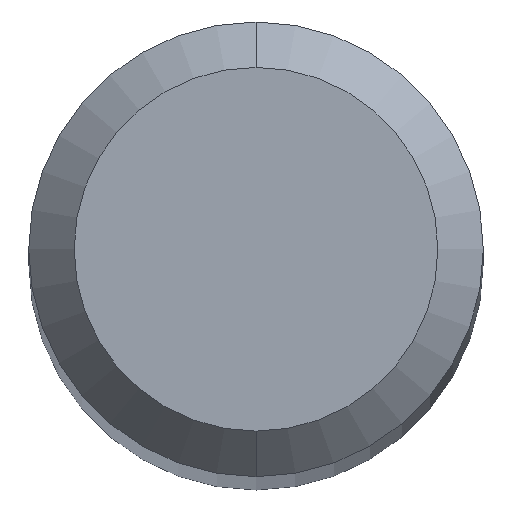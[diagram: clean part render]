
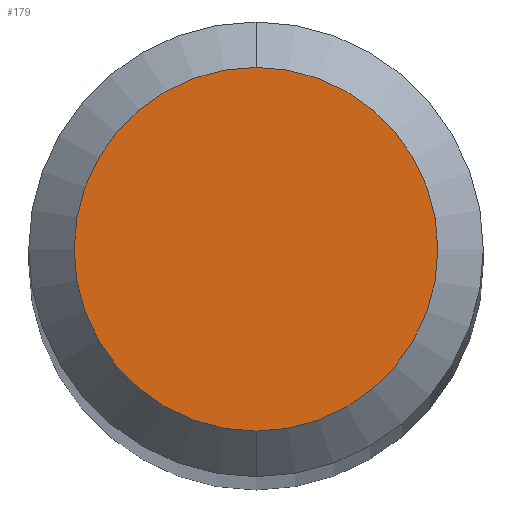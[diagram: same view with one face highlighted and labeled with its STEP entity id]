
A CAD part, top view. The second image highlights one B-rep face of the part: STEP entity #179.
In plain terms, the highlighted planar face has unit normal (0, 0, 1).
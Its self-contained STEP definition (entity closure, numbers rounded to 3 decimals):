
#179=ADVANCED_FACE('',(#486),#487,.T.);
#199=VERTEX_POINT('',#507);
#227=EDGE_CURVE('',#199,#411,#538,.T.);
#411=VERTEX_POINT('',#740);
#437=EDGE_CURVE('',#411,#199,#768,.T.);
#486=FACE_OUTER_BOUND('',#814,.T.);
#487=PLANE('',#815);
#507=CARTESIAN_POINT('',(0.,-1.2,0.0));
#538=CIRCLE('',#882,1.2);
#740=CARTESIAN_POINT('',(0.0,1.2,0.0));
#768=CIRCLE('',#1392,1.2);
#814=EDGE_LOOP('',(#1447,#1448));
#815=AXIS2_PLACEMENT_3D('',#1449,#1450,#1451);
#882=AXIS2_PLACEMENT_3D('',#1499,#1500,#1501);
#1392=AXIS2_PLACEMENT_3D('',#1741,#1742,#1743);
#1447=ORIENTED_EDGE('',*,*,#437,.F.);
#1448=ORIENTED_EDGE('',*,*,#227,.F.);
#1449=CARTESIAN_POINT('',(0.0,0.6,0.0));
#1450=DIRECTION('',(-0.0,0.0,1.0));
#1451=DIRECTION('',(0.0,-1.0,0.0));
#1499=CARTESIAN_POINT('',(0.0,0.0,0.0));
#1500=DIRECTION('',(0.0,0.0,-1.0));
#1501=DIRECTION('',(0.0,1.0,0.0));
#1741=CARTESIAN_POINT('',(0.0,0.0,0.0));
#1742=DIRECTION('',(0.0,0.0,-1.0));
#1743=DIRECTION('',(0.0,1.0,0.0));
